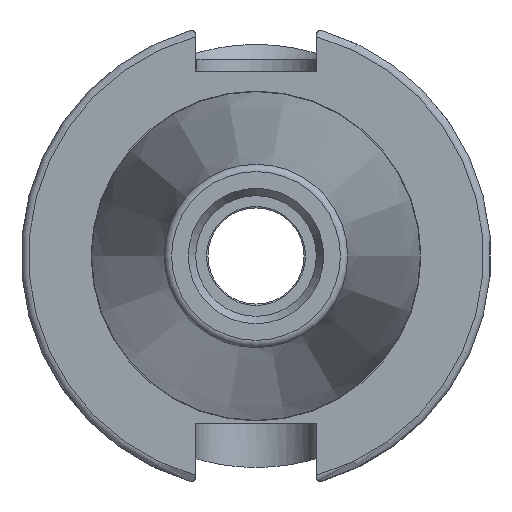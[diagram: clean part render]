
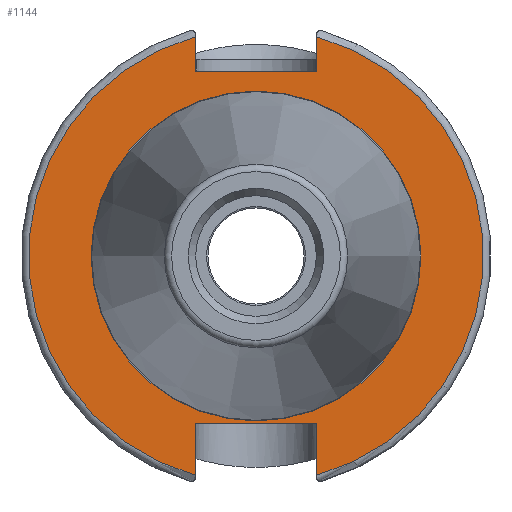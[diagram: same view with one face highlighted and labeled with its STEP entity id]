
A CAD part, left-side view. The second image highlights one B-rep face of the part: STEP entity #1144.
In plain terms, the highlighted planar face has unit normal (-1, 0, 0).
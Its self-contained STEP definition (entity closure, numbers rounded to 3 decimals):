
#60=FACE_BOUND('',#216,.T.);
#71=PLANE('',#1270);
#143=FACE_OUTER_BOUND('',#215,.T.);
#215=EDGE_LOOP('',(#883,#884,#885,#886,#887,#888,#889,#890));
#216=EDGE_LOOP('',(#891));
#271=LINE('',#1805,#338);
#282=LINE('',#1890,#349);
#290=LINE('',#1982,#357);
#291=LINE('',#1985,#358);
#292=LINE('',#1989,#359);
#293=LINE('',#1990,#360);
#338=VECTOR('',#1383,10.);
#349=VECTOR('',#1420,10.);
#357=VECTOR('',#1498,10.);
#358=VECTOR('',#1501,10.);
#359=VECTOR('',#1504,10.);
#360=VECTOR('',#1505,10.);
#427=CIRCLE('',#1268,22.3);
#429=CIRCLE('',#1271,30.75);
#430=CIRCLE('',#1272,30.75);
#479=VERTEX_POINT('',#1802);
#480=VERTEX_POINT('',#1804);
#499=VERTEX_POINT('',#1883);
#516=VERTEX_POINT('',#1975);
#517=VERTEX_POINT('',#1980);
#518=VERTEX_POINT('',#1981);
#519=VERTEX_POINT('',#1983);
#520=VERTEX_POINT('',#1986);
#521=VERTEX_POINT('',#1988);
#599=EDGE_CURVE('',#480,#479,#271,.T.);
#626=EDGE_CURVE('',#479,#499,#282,.T.);
#654=EDGE_CURVE('',#516,#516,#427,.T.);
#656=EDGE_CURVE('',#517,#518,#290,.T.);
#657=EDGE_CURVE('',#519,#518,#429,.T.);
#658=EDGE_CURVE('',#519,#480,#291,.T.);
#659=EDGE_CURVE('',#520,#499,#430,.T.);
#660=EDGE_CURVE('',#520,#521,#292,.T.);
#661=EDGE_CURVE('',#521,#517,#293,.T.);
#883=ORIENTED_EDGE('',*,*,#656,.T.);
#884=ORIENTED_EDGE('',*,*,#657,.F.);
#885=ORIENTED_EDGE('',*,*,#658,.T.);
#886=ORIENTED_EDGE('',*,*,#599,.T.);
#887=ORIENTED_EDGE('',*,*,#626,.T.);
#888=ORIENTED_EDGE('',*,*,#659,.F.);
#889=ORIENTED_EDGE('',*,*,#660,.T.);
#890=ORIENTED_EDGE('',*,*,#661,.T.);
#891=ORIENTED_EDGE('',*,*,#654,.F.);
#1144=ADVANCED_FACE('',(#143,#60),#71,.T.);
#1268=AXIS2_PLACEMENT_3D('',#1977,#1492,#1493);
#1270=AXIS2_PLACEMENT_3D('',#1979,#1496,#1497);
#1271=AXIS2_PLACEMENT_3D('',#1984,#1499,#1500);
#1272=AXIS2_PLACEMENT_3D('',#1987,#1502,#1503);
#1383=DIRECTION('',(0.,1.,0.));
#1420=DIRECTION('',(0.,0.,1.));
#1492=DIRECTION('center_axis',(-1.,0.,0.));
#1493=DIRECTION('ref_axis',(0.,-1.,0.));
#1496=DIRECTION('center_axis',(-1.,0.,0.));
#1497=DIRECTION('ref_axis',(0.,0.,1.));
#1498=DIRECTION('',(0.,0.,-1.));
#1499=DIRECTION('center_axis',(1.,0.,0.));
#1500=DIRECTION('ref_axis',(0.,-1.,0.));
#1501=DIRECTION('',(0.,0.,-1.));
#1502=DIRECTION('center_axis',(1.,0.,0.));
#1503=DIRECTION('ref_axis',(0.,1.,0.));
#1504=DIRECTION('',(0.,0.,1.));
#1505=DIRECTION('',(0.,-1.,0.));
#1802=CARTESIAN_POINT('',(3.175,8.19,25.));
#1804=CARTESIAN_POINT('',(3.175,-8.19,25.));
#1805=CARTESIAN_POINT('',(3.175,15.875,25.));
#1883=CARTESIAN_POINT('',(3.175,8.19,29.639));
#1890=CARTESIAN_POINT('',(3.175,8.19,12.5));
#1975=CARTESIAN_POINT('',(3.175,0.,22.3));
#1977=CARTESIAN_POINT('Origin',(3.175,0.,0.));
#1979=CARTESIAN_POINT('Origin',(3.175,31.75,0.));
#1980=CARTESIAN_POINT('',(3.175,-8.19,-22.6));
#1981=CARTESIAN_POINT('',(3.175,-8.19,-29.639));
#1982=CARTESIAN_POINT('',(3.175,-8.19,-11.3));
#1983=CARTESIAN_POINT('',(3.175,-8.19,29.639));
#1984=CARTESIAN_POINT('Origin',(3.175,0.,0.));
#1985=CARTESIAN_POINT('',(3.175,-8.19,12.5));
#1986=CARTESIAN_POINT('',(3.175,8.19,-29.639));
#1987=CARTESIAN_POINT('Origin',(3.175,0.,0.));
#1988=CARTESIAN_POINT('',(3.175,8.19,-22.6));
#1989=CARTESIAN_POINT('',(3.175,8.19,-11.3));
#1990=CARTESIAN_POINT('',(3.175,15.875,-22.6));
